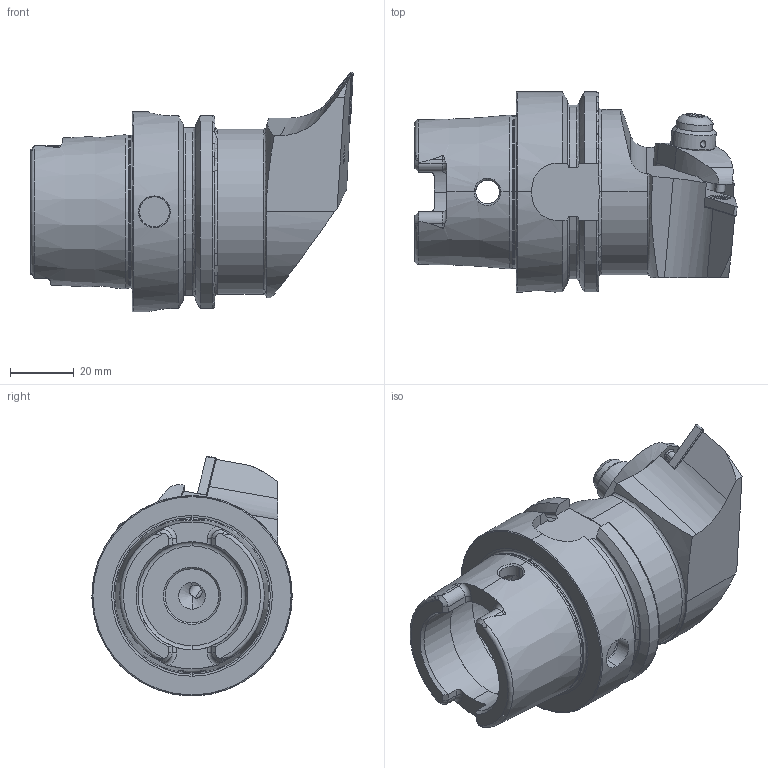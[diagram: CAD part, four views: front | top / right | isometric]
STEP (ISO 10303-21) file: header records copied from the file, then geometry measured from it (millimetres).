
FILE_DESCRIPTION (( 'STEP AP214' ), '1' );
FILE_NAME ('HA6-KVD.LUA.070.STEP', '2015-02-16T09:13:54', ( 'SWIAdmin' ), ( 'Hewlett-Packard Company' ), 'SwSTEP 2.0', 'SolidWorks 2012', '' );
FILE_SCHEMA (( 'AUTOMOTIVE_DESIGN' ));
Length unit declared in the file: millimetre
Products named in the file (9): WCB-ER2.001.009_A; KVT_MB_600_050; WCC-ER3.102.029_C; ISO 13337 - 3 x 12_PreviewCfg; WCC-ER4.103.032_A; WCC-ER5.102.012_B; WVD-ER2.101.003_A; HA6-KVD.LUA.070_A; HA6-KVD.LUA.070
Assembly tree (8 placements, depth 2):
  HA6-KVD.LUA.070
    HA6-KVD.LUA.070_A
    WVD-ER2.101.003_A
    WCC-ER5.102.012_B
    WCC-ER4.103.032_A
    ISO 13337 - 3 x 12_PreviewCfg
    WCC-ER3.102.029_C
    KVT_MB_600_050
    WCB-ER2.001.009_A
Bounding box: 101.47 x 63 x 75.47 mm (x, y, z)
Volume: 149571.1 mm3; surface area: 34611.9 mm2
Topology: 9 solids, 9 shells, 420 faces, 1048 edges, 640 vertices
Faces by surface type: cylinder 147, plane 109, cone 99, torus 57, bspline 4, sphere 4
Entity records: 15892 total; most frequent: CARTESIAN_POINT 4500, DIRECTION 2069, ORIENTED_EDGE 2066, EDGE_CURVE 1033, AXIS2_PLACEMENT_3D 839, VERTEX_POINT 637, EDGE_LOOP 446, FACE_OUTER_BOUND 420
